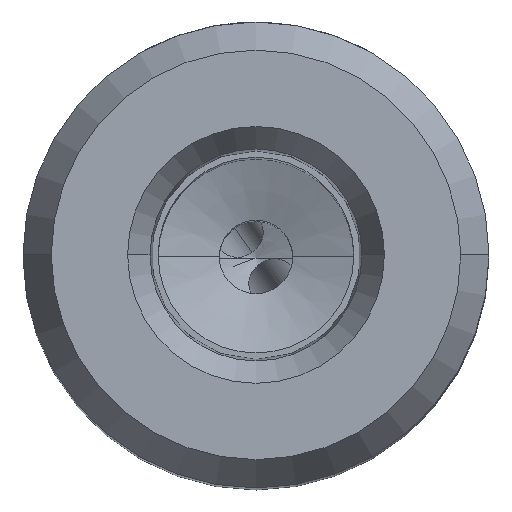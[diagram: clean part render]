
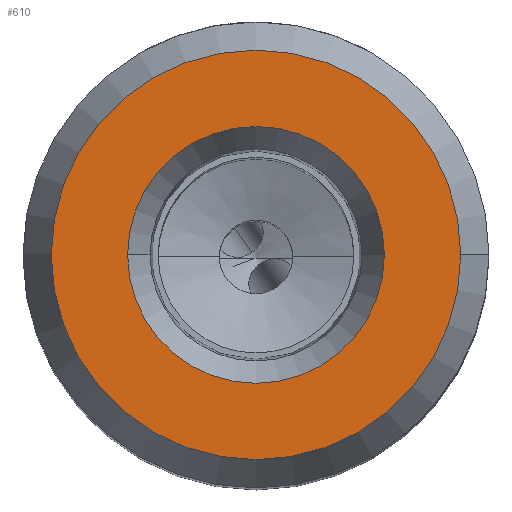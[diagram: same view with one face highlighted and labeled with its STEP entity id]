
A CAD part, top view. The second image highlights one B-rep face of the part: STEP entity #610.
In plain terms, the highlighted planar face has unit normal (0, 0, 1).
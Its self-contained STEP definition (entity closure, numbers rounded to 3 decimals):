
#93=PLANE('',#4192);
#135=FACE_BOUND('',#1097,.T.);
#136=FACE_BOUND('',#1098,.T.);
#610=ADVANCED_FACE('',(#135,#136),#93,.T.);
#1097=EDGE_LOOP('',(#1575,#1576));
#1098=EDGE_LOOP('',(#1577,#1578));
#1315=CIRCLE('',#4186,5.25);
#1316=CIRCLE('',#4188,5.25);
#1317=CIRCLE('',#4190,8.37);
#1318=CIRCLE('',#4191,8.37);
#1575=ORIENTED_EDGE('',*,*,#3219,.T.);
#1576=ORIENTED_EDGE('',*,*,#3220,.T.);
#1577=ORIENTED_EDGE('',*,*,#3221,.T.);
#1578=ORIENTED_EDGE('',*,*,#3222,.T.);
#2760=VERTEX_POINT('',#5693);
#2761=VERTEX_POINT('',#5695);
#2762=VERTEX_POINT('',#5701);
#2763=VERTEX_POINT('',#5702);
#3219=EDGE_CURVE('',#2760,#2761,#1315,.T.);
#3220=EDGE_CURVE('',#2761,#2760,#1316,.T.);
#3221=EDGE_CURVE('',#2762,#2763,#1317,.T.);
#3222=EDGE_CURVE('',#2763,#2762,#1318,.T.);
#4186=AXIS2_PLACEMENT_3D('',#5696,#4639,#4640);
#4188=AXIS2_PLACEMENT_3D('',#5698,#4643,#4644);
#4190=AXIS2_PLACEMENT_3D('',#5700,#4647,#4648);
#4191=AXIS2_PLACEMENT_3D('',#5703,#4649,#4650);
#4192=AXIS2_PLACEMENT_3D('',#5704,#4651,#4652);
#4639=DIRECTION('',(0.,0.,-1.));
#4640=DIRECTION('',(-1.,0.,0.));
#4643=DIRECTION('',(0.,0.,-1.));
#4644=DIRECTION('',(1.,0.,0.));
#4647=DIRECTION('',(0.,0.,1.));
#4648=DIRECTION('',(-1.,0.,0.));
#4649=DIRECTION('',(0.,0.,1.));
#4650=DIRECTION('',(1.,0.,0.));
#4651=DIRECTION('',(0.,0.,1.));
#4652=DIRECTION('',(-1.,0.,0.));
#5693=CARTESIAN_POINT('',(-5.25,0.,24.5));
#5695=CARTESIAN_POINT('',(5.25,0.,24.5));
#5696=CARTESIAN_POINT('',(0.,0.,24.5));
#5698=CARTESIAN_POINT('',(0.,0.,24.5));
#5700=CARTESIAN_POINT('',(0.,0.,24.5));
#5701=CARTESIAN_POINT('',(-8.37,0.,24.5));
#5702=CARTESIAN_POINT('',(8.37,0.,24.5));
#5703=CARTESIAN_POINT('',(0.,0.,24.5));
#5704=CARTESIAN_POINT('',(0.,0.,24.5));
